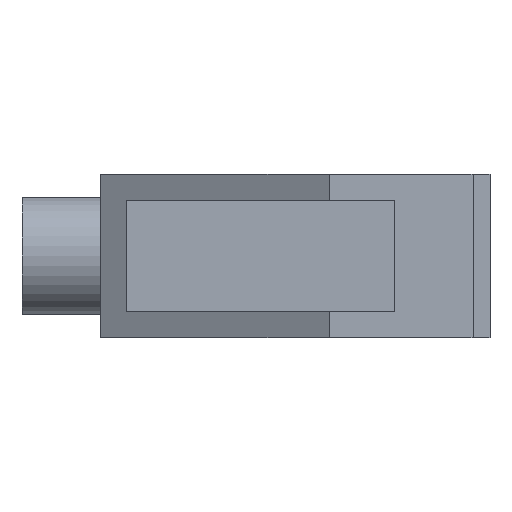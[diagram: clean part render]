
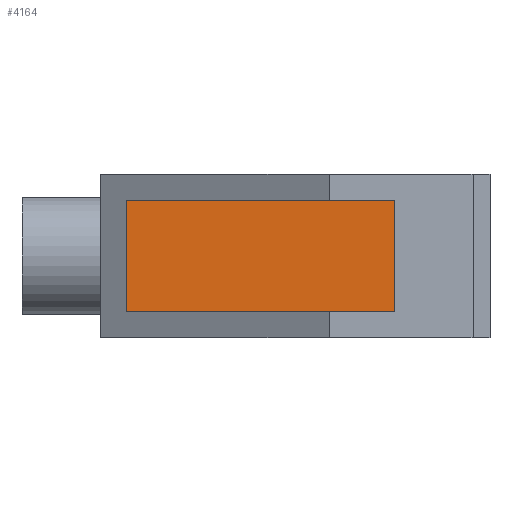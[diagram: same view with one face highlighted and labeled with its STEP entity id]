
A CAD part, left-side view. The second image highlights one B-rep face of the part: STEP entity #4164.
In plain terms, the highlighted planar face has unit normal (-1, 0, 0).
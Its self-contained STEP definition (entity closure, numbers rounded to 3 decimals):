
#152 = VECTOR ( 'NONE', #3313, 1000. ) ;
#161 = VERTEX_POINT ( 'NONE', #3708 ) ;
#194 = ORIENTED_EDGE ( 'NONE', *, *, #913, .T. ) ;
#491 = LINE ( 'NONE', #3300, #152 ) ;
#618 = ORIENTED_EDGE ( 'NONE', *, *, #883, .T. ) ;
#780 = PLANE ( 'NONE',  #1077 ) ;
#793 = CARTESIAN_POINT ( 'NONE',  ( -44.5, -5.5, -4.25 ) ) ;
#817 = DIRECTION ( 'NONE',  ( -1., 0., 0. ) ) ;
#852 = EDGE_CURVE ( 'NONE', #1246, #161, #491, .T. ) ;
#883 = EDGE_CURVE ( 'NONE', #161, #3890, #3779, .T. ) ;
#890 = EDGE_CURVE ( 'NONE', #3890, #1651, #4372, .T. ) ;
#913 = EDGE_CURVE ( 'NONE', #1651, #1246, #2163, .T. ) ;
#939 = CARTESIAN_POINT ( 'NONE',  ( -44.5, 15., 4.25 ) ) ;
#1077 = AXIS2_PLACEMENT_3D ( 'NONE', #793, #817, #4208 ) ;
#1246 = VERTEX_POINT ( 'NONE', #2308 ) ;
#1609 = CARTESIAN_POINT ( 'NONE',  ( -44.5, 15., -4.25 ) ) ;
#1620 = ORIENTED_EDGE ( 'NONE', *, *, #852, .T. ) ;
#1651 = VERTEX_POINT ( 'NONE', #1609 ) ;
#2106 = EDGE_LOOP ( 'NONE', ( #194, #1620, #618, #3221 ) ) ;
#2163 = LINE ( 'NONE', #3197, #2608 ) ;
#2308 = CARTESIAN_POINT ( 'NONE',  ( -44.5, -5.5, -4.25 ) ) ;
#2608 = VECTOR ( 'NONE', #3203, 1000. ) ;
#2722 = VECTOR ( 'NONE', #3230, 1000. ) ;
#3086 = FACE_OUTER_BOUND ( 'NONE', #2106, .T. ) ;
#3197 = CARTESIAN_POINT ( 'NONE',  ( -44.5, 15., -4.25 ) ) ;
#3203 = DIRECTION ( 'NONE',  ( 0., -1., 0. ) ) ;
#3221 = ORIENTED_EDGE ( 'NONE', *, *, #890, .T. ) ;
#3230 = DIRECTION ( 'NONE',  ( 0., 0., -1. ) ) ;
#3251 = DIRECTION ( 'NONE',  ( 0., 1., 0. ) ) ;
#3291 = CARTESIAN_POINT ( 'NONE',  ( -44.5, 15., 4.25 ) ) ;
#3295 = CARTESIAN_POINT ( 'NONE',  ( -44.5, 15., -4.25 ) ) ;
#3300 = CARTESIAN_POINT ( 'NONE',  ( -44.5, -5.5, -4.25 ) ) ;
#3313 = DIRECTION ( 'NONE',  ( 0., 0., 1. ) ) ;
#3490 = VECTOR ( 'NONE', #3251, 1000. ) ;
#3708 = CARTESIAN_POINT ( 'NONE',  ( -44.5, -5.5, 4.25 ) ) ;
#3779 = LINE ( 'NONE', #3291, #3490 ) ;
#3890 = VERTEX_POINT ( 'NONE', #939 ) ;
#4164 = ADVANCED_FACE ( 'NONE', ( #3086 ), #780, .T. ) ;
#4208 = DIRECTION ( 'NONE',  ( 0., 0., 1. ) ) ;
#4372 = LINE ( 'NONE', #3295, #2722 ) ;
